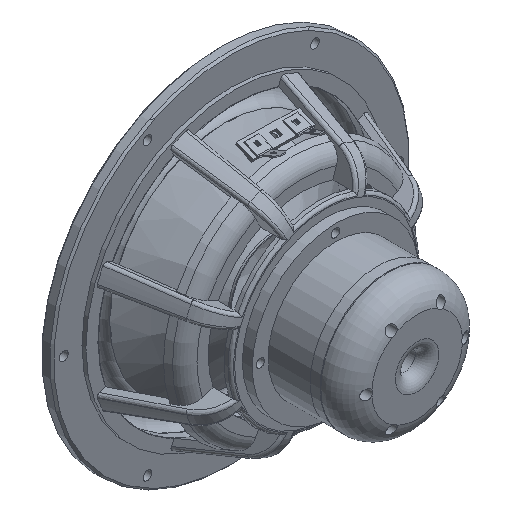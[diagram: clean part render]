
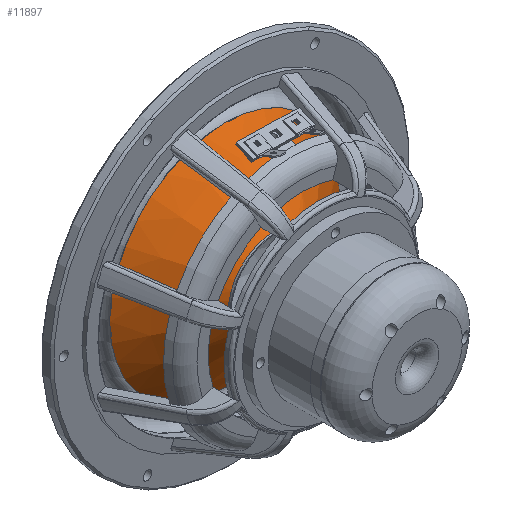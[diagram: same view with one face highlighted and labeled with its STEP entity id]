
A CAD part, isometric view. The second image highlights one B-rep face of the part: STEP entity #11897.
In plain terms, the highlighted conical face has half-angle 53.984 degrees and reference radius 23.25 mm.
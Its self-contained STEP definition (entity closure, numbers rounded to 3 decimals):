
#69 = FACE_BOUND ( 'NONE', #9903, .T. ) ;
#520 = CIRCLE ( 'NONE', #9958, 58.003 ) ;
#3176 = CARTESIAN_POINT ( 'NONE',  ( 0., 47.073, -23.25 ) ) ;
#3412 = ORIENTED_EDGE ( 'NONE', *, *, #4756, .T. ) ;
#3554 = CIRCLE ( 'NONE', #12140, 23.25 ) ;
#4395 = CARTESIAN_POINT ( 'NONE',  ( 0., 47.073, 0. ) ) ;
#4756 = EDGE_CURVE ( 'NONE', #9110, #9110, #520, .T. ) ;
#5262 = CARTESIAN_POINT ( 'NONE',  ( 0., 72.338, 0. ) ) ;
#5270 = CONICAL_SURFACE ( 'NONE', #12979, 23.25, 0.942 ) ;
#5706 = EDGE_LOOP ( 'NONE', ( #3412 ) ) ;
#6787 = CARTESIAN_POINT ( 'NONE',  ( 0., 47.073, 0. ) ) ;
#7330 = DIRECTION ( 'NONE',  ( 0., -1., 0. ) ) ;
#8735 = DIRECTION ( 'NONE',  ( 0., 1., 0. ) ) ;
#9046 = CARTESIAN_POINT ( 'NONE',  ( 0., 72.338, -58.003 ) ) ;
#9110 = VERTEX_POINT ( 'NONE', #9046 ) ;
#9903 = EDGE_LOOP ( 'NONE', ( #10588 ) ) ;
#9958 = AXIS2_PLACEMENT_3D ( 'NONE', #5262, #7330, #11541 ) ;
#9965 = DIRECTION ( 'NONE',  ( 0., 0., -1. ) ) ;
#10588 = ORIENTED_EDGE ( 'NONE', *, *, #12995, .F. ) ;
#10932 = DIRECTION ( 'NONE',  ( 0., -1., 0. ) ) ;
#11541 = DIRECTION ( 'NONE',  ( 0., 0., -1. ) ) ;
#11690 = FACE_OUTER_BOUND ( 'NONE', #5706, .T. ) ;
#11832 = DIRECTION ( 'NONE',  ( 0., 0., 1. ) ) ;
#11897 = ADVANCED_FACE ( 'NONE', ( #11690, #69 ), #5270, .T. ) ;
#12140 = AXIS2_PLACEMENT_3D ( 'NONE', #6787, #10932, #9965 ) ;
#12597 = VERTEX_POINT ( 'NONE', #3176 ) ;
#12979 = AXIS2_PLACEMENT_3D ( 'NONE', #4395, #8735, #11832 ) ;
#12995 = EDGE_CURVE ( 'NONE', #12597, #12597, #3554, .T. ) ;
